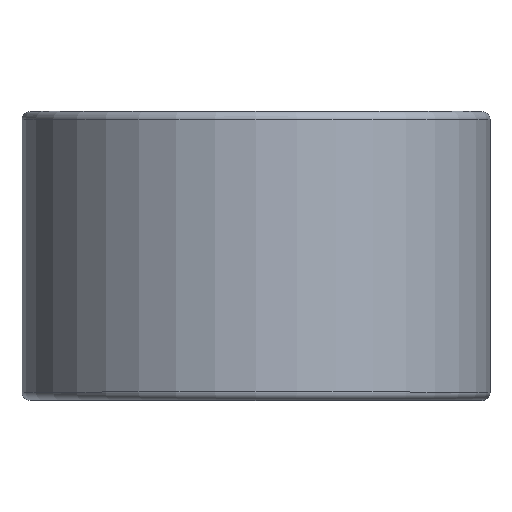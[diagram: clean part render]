
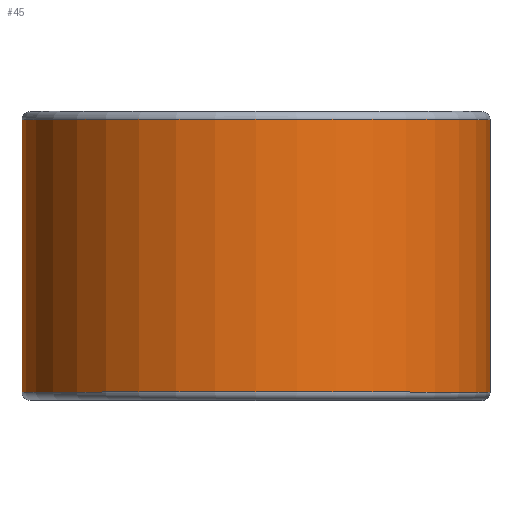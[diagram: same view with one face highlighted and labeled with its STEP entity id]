
A CAD part, top view. The second image highlights one B-rep face of the part: STEP entity #45.
In plain terms, the highlighted cylindrical face has radius 21.857 mm (diameter 43.713 mm), a partial arc.
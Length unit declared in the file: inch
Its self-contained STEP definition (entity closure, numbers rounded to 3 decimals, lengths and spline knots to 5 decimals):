
#5 = CARTESIAN_POINT ( 'NONE',  ( 0., 0.50125, -0.8605 ) ) ;
#37 = CARTESIAN_POINT ( 'NONE',  ( 0., -0.50125, -0.8605 ) ) ;
#45 = ADVANCED_FACE ( 'NONE', ( #621 ), #2386, .T. ) ;
#64 = CARTESIAN_POINT ( 'NONE',  ( 0., -0.50125, 0. ) ) ;
#124 = CARTESIAN_POINT ( 'NONE',  ( 0., 0.50125, -0.8605 ) ) ;
#182 = DIRECTION ( 'NONE',  ( 0., -1., 0. ) ) ;
#256 = ORIENTED_EDGE ( 'NONE', *, *, #1802, .T. ) ;
#271 = DIRECTION ( 'NONE',  ( 0., 0., -1. ) ) ;
#458 = AXIS2_PLACEMENT_3D ( 'NONE', #1482, #182, #1662 ) ;
#577 = VECTOR ( 'NONE', #1612, 39.37008 ) ;
#603 = CARTESIAN_POINT ( 'NONE',  ( 0.8605, 0.50125, 0. ) ) ;
#621 = FACE_OUTER_BOUND ( 'NONE', #1694, .T. ) ;
#940 = AXIS2_PLACEMENT_3D ( 'NONE', #2139, #2070, #2000 ) ;
#1055 = VERTEX_POINT ( 'NONE', #1121 ) ;
#1068 = VECTOR ( 'NONE', #2392, 39.37008 ) ;
#1080 = VERTEX_POINT ( 'NONE', #37 ) ;
#1116 = AXIS2_PLACEMENT_3D ( 'NONE', #64, #1561, #271 ) ;
#1121 = CARTESIAN_POINT ( 'NONE',  ( 0.8605, -0.50125, 0. ) ) ;
#1194 = CARTESIAN_POINT ( 'NONE',  ( 0.8605, 0.50125, 0. ) ) ;
#1319 = VERTEX_POINT ( 'NONE', #603 ) ;
#1482 = CARTESIAN_POINT ( 'NONE',  ( 0., 0.50125, 0. ) ) ;
#1557 = VERTEX_POINT ( 'NONE', #5 ) ;
#1558 = ORIENTED_EDGE ( 'NONE', *, *, #1812, .F. ) ;
#1561 = DIRECTION ( 'NONE',  ( 0., -1., 0. ) ) ;
#1612 = DIRECTION ( 'NONE',  ( 0., 1., 0. ) ) ;
#1620 = CIRCLE ( 'NONE', #458, 0.8605 ) ;
#1662 = DIRECTION ( 'NONE',  ( 0., 0., -1. ) ) ;
#1684 = EDGE_CURVE ( 'NONE', #1055, #1080, #2234, .T. ) ;
#1690 = LINE ( 'NONE', #124, #577 ) ;
#1694 = EDGE_LOOP ( 'NONE', ( #256, #2431, #1558, #1844 ) ) ;
#1802 = EDGE_CURVE ( 'NONE', #1055, #1319, #2102, .T. ) ;
#1812 = EDGE_CURVE ( 'NONE', #1080, #1557, #1690, .T. ) ;
#1844 = ORIENTED_EDGE ( 'NONE', *, *, #1684, .F. ) ;
#1986 = EDGE_CURVE ( 'NONE', #1319, #1557, #1620, .T. ) ;
#2000 = DIRECTION ( 'NONE',  ( 0., 0., -1. ) ) ;
#2070 = DIRECTION ( 'NONE',  ( 0., -1., 0. ) ) ;
#2102 = LINE ( 'NONE', #1194, #1068 ) ;
#2139 = CARTESIAN_POINT ( 'NONE',  ( 0., 0.5, 0. ) ) ;
#2234 = CIRCLE ( 'NONE', #1116, 0.8605 ) ;
#2386 = CYLINDRICAL_SURFACE ( 'NONE', #940, 0.8605 ) ;
#2392 = DIRECTION ( 'NONE',  ( 0., 1., 0. ) ) ;
#2431 = ORIENTED_EDGE ( 'NONE', *, *, #1986, .T. ) ;
